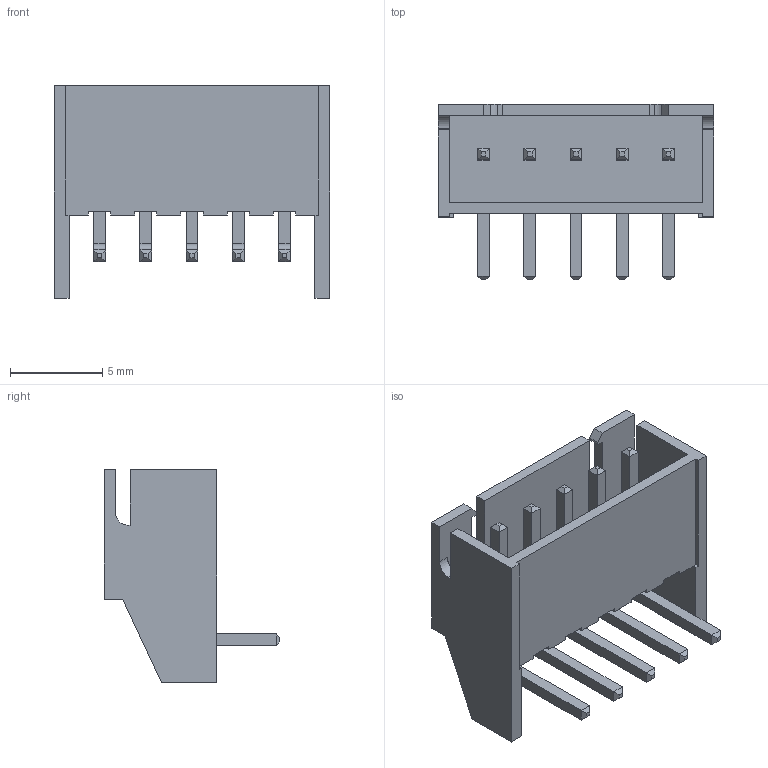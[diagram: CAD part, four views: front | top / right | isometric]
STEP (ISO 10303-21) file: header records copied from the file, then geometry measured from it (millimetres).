
FILE_DESCRIPTION(/* description */ (''),/* implementation_level */ '2;1');
FILE_NAME(/* name */ 'S5B-XH-A.stp',/* time_stamp */ '2017-04-07T20:55:12+09:00',/* author */ (''),/* organization */ (''),/* preprocessor_version */ 'ST-DEVELOPER v16.5',/* originating_system */ 'Autodesk Translation Framework v5.2.0.2920',/* authorisation */ '');
FILE_SCHEMA (('AUTOMOTIVE_DESIGN { 1 0 10303 214 3 1 1 }'));
Length unit declared in the file: millimetre
Products named in the file (1): S3B-XH-A v6
Bounding box: 14.9 x 9.5 x 11.5 mm (x, y, z)
Volume: 250.8 mm3; surface area: 998.1 mm2
Topology: 6 solids, 6 shells, 176 faces, 450 edges, 286 vertices
Faces by surface type: plane 160, cylinder 16
Entity records: 5241 total; most frequent: CARTESIAN_POINT 913, ORIENTED_EDGE 900, DIRECTION 836, EDGE_CURVE 450, LINE 418, VECTOR 418, VERTEX_POINT 286, AXIS2_PLACEMENT_3D 209
